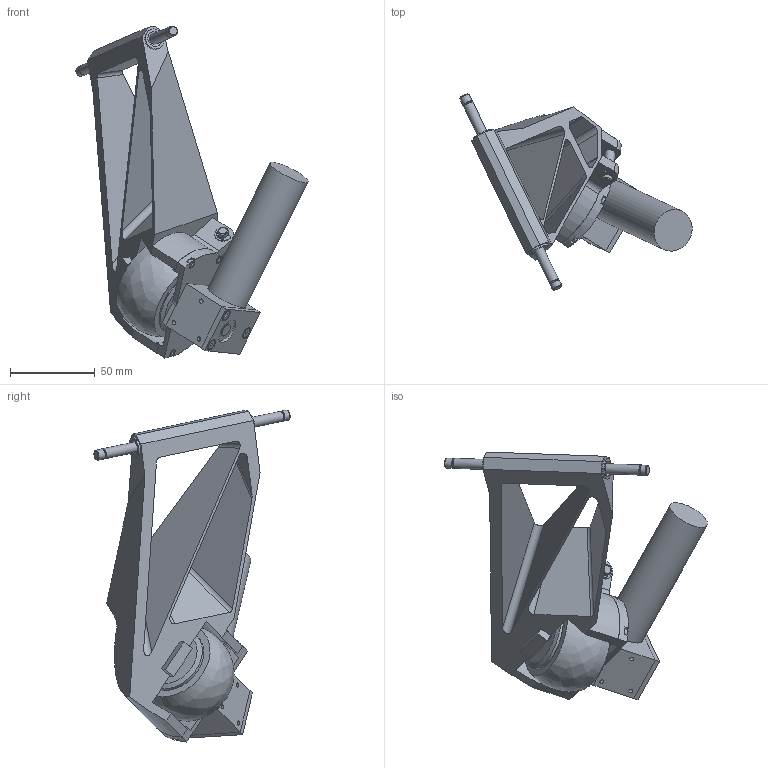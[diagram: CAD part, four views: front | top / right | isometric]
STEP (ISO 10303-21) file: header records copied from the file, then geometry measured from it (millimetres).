
FILE_DESCRIPTION((''),'2;1');
FILE_NAME('Ball handling left 08-09-2010.stp','2012-10-01T20:44:40',('s070255'),(''),'Autodesk Inventor 2012','Autodesk Inventor 2012','');
FILE_SCHEMA(('AUTOMOTIVE_DESIGN { 1 0 10303 214 1 1 1 1 }'));
Length unit declared in the file: millimetre
Products named in the file (21): Ball handling left 08-09-2010; tire; rim shaft; wheel rim; hubcap; ISO 4762  M4 x 30; wheel shaft; bearing ball handling; bearing cover ball handling; bearing cover ball handling wide left; Ball handling bushing; RE25_20Watt_24Volt_GSR_12_5DCT; Block ball handling; Paspen demper 2; DIN 6799 5; ISO 10642 M3 x  8; wheel frame 08-09-2010 left; Permaglide PAF06080P10; Ball handling shaft 1; ISO 4762 M2,5 x 10
Assembly tree (33 placements, depth 3):
  Ball handling left 08-09-2010
    tire
      tire
      rim shaft
      wheel rim
      hubcap
      ISO 4762  M4 x 30  x3
    wheel shaft
    bearing ball handling  x2
    bearing cover ball handling
    bearing cover ball handling wide left
    Ball handling bushing
    RE25_20Watt_24Volt_GSR_12_5DCT
    Block ball handling
    Paspen demper 2
    DIN 6799 5  x2
    ISO 10642 M3 x  8  x5
    wheel frame 08-09-2010 left
    Permaglide PAF06080P10  x2
    Ball handling shaft 1
    ISO 4762 M2,5 x 10  x5
Bounding box: 136.68 x 115.47 x 195.4 mm (x, y, z)
Volume: 275631.8 mm3; surface area: 116738.8 mm2
Topology: 32 solids, 32 shells, 542 faces, 1252 edges, 807 vertices
Faces by surface type: plane 267, cylinder 182, cone 68, torus 24, bspline 1
Full cylindrical faces by diameter (mm): 2 x1, 2.013 x5, 2.459 x10, 2.5 x5, 2.8 x5, 3 x6, 3.2 x5, 3.242 x3, 4 x3, 4.1 x6, 4.5 x5, 5 x4, 5.54 x5, 6 x10, 7 x5, 7.2 x1, 7.5 x3, 8 x6, 10 x2, 12 x4, 13 x2, 15 x2, 19 x5, 24.95 x1, 25 x1, 27 x2, 29.5 x2, 32 x1, 34.2 x1, 35.5 x2
Entity records: 10823 total; most frequent: CARTESIAN_POINT 1968, DIRECTION 1827, ORIENTED_EDGE 1352, AXIS2_PLACEMENT_3D 760, EDGE_CURVE 676, EDGE_LOOP 622, VERTEX_POINT 522, FACE_OUTER_BOUND 368
